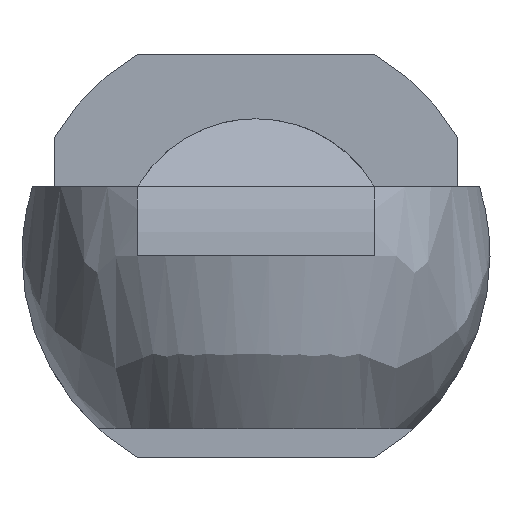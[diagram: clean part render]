
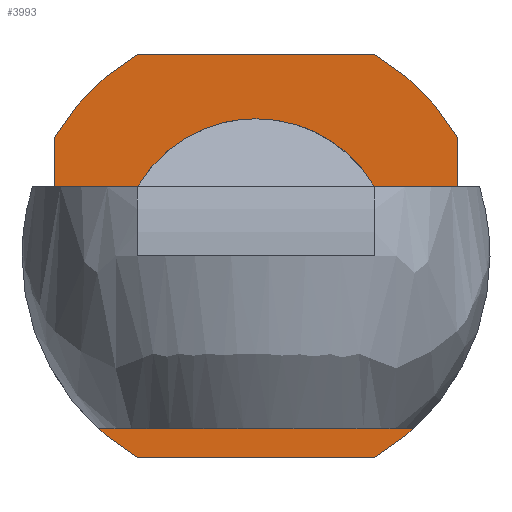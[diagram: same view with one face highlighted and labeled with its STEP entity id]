
A CAD part, left-side view. The second image highlights one B-rep face of the part: STEP entity #3993.
In plain terms, the highlighted planar face has unit normal (-1, 0, 0).
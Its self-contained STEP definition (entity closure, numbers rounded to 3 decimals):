
#39 = VERTEX_POINT ( 'NONE', #306 ) ;
#62 = VERTEX_POINT ( 'NONE', #2225 ) ;
#99 = DIRECTION ( 'NONE',  ( 0., 0., -1. ) ) ;
#103 = CARTESIAN_POINT ( 'NONE',  ( -106.999, 1.735, 7.499 ) ) ;
#117 = ORIENTED_EDGE ( 'NONE', *, *, #1548, .T. ) ;
#120 = CARTESIAN_POINT ( 'NONE',  ( -106.999, 9.093, -13.506 ) ) ;
#163 = DIRECTION ( 'NONE',  ( 0., 0., -1. ) ) ;
#190 = VERTEX_POINT ( 'NONE', #2914 ) ;
#227 = DIRECTION ( 'NONE',  ( 0., 0., 1. ) ) ;
#299 = DIRECTION ( 'NONE',  ( 1., 0., 0. ) ) ;
#304 = DIRECTION ( 'NONE',  ( 0., 0., -1. ) ) ;
#306 = CARTESIAN_POINT ( 'NONE',  ( -106.999, 14.235, -8.364 ) ) ;
#367 = CIRCLE ( 'NONE', #1404, 14.505 ) ;
#530 = EDGE_CURVE ( 'NONE', #190, #3223, #1831, .T. ) ;
#536 = EDGE_CURVE ( 'NONE', #2430, #1361, #2819, .T. ) ;
#734 = CARTESIAN_POINT ( 'NONE',  ( -106.999, 14.235, 6.353 ) ) ;
#793 = DIRECTION ( 'NONE',  ( 0., 0., 1. ) ) ;
#804 = FACE_BOUND ( 'NONE', #2674, .T. ) ;
#1204 = CARTESIAN_POINT ( 'NONE',  ( -106.999, 14.235, 6.353 ) ) ;
#1299 = PLANE ( 'NONE',  #1559 ) ;
#1361 = VERTEX_POINT ( 'NONE', #3398 ) ;
#1404 = AXIS2_PLACEMENT_3D ( 'NONE', #1489, #3688, #163 ) ;
#1489 = CARTESIAN_POINT ( 'NONE',  ( -106.999, 1.735, -1.006 ) ) ;
#1523 = AXIS2_PLACEMENT_3D ( 'NONE', #3063, #3416, #1791 ) ;
#1548 = EDGE_CURVE ( 'NONE', #1867, #39, #4013, .T. ) ;
#1559 = AXIS2_PLACEMENT_3D ( 'NONE', #3870, #3536, #4117 ) ;
#1664 = AXIS2_PLACEMENT_3D ( 'NONE', #3731, #3079, #227 ) ;
#1791 = DIRECTION ( 'NONE',  ( 0., 0., -1. ) ) ;
#1831 = CIRCLE ( 'NONE', #1523, 14.505 ) ;
#1867 = VERTEX_POINT ( 'NONE', #1204 ) ;
#1902 = DIRECTION ( 'NONE',  ( -1., 0., 0. ) ) ;
#2010 = EDGE_CURVE ( 'NONE', #1361, #2430, #3207, .T. ) ;
#2118 = EDGE_CURVE ( 'NONE', #39, #3642, #3759, .T. ) ;
#2150 = AXIS2_PLACEMENT_3D ( 'NONE', #3799, #1902, #304 ) ;
#2225 = CARTESIAN_POINT ( 'NONE',  ( -106.999, -5.623, -13.506 ) ) ;
#2249 = ORIENTED_EDGE ( 'NONE', *, *, #536, .T. ) ;
#2302 = CARTESIAN_POINT ( 'NONE',  ( -106.999, -10.765, -8.364 ) ) ;
#2430 = VERTEX_POINT ( 'NONE', #103 ) ;
#2485 = ORIENTED_EDGE ( 'NONE', *, *, #4030, .T. ) ;
#2506 = CARTESIAN_POINT ( 'NONE',  ( -106.999, -5.623, 11.494 ) ) ;
#2515 = DIRECTION ( 'NONE',  ( 0., 0., 1. ) ) ;
#2546 = LINE ( 'NONE', #2302, #2601 ) ;
#2601 = VECTOR ( 'NONE', #793, 1000. ) ;
#2674 = EDGE_LOOP ( 'NONE', ( #3246, #2249 ) ) ;
#2692 = ORIENTED_EDGE ( 'NONE', *, *, #2959, .T. ) ;
#2726 = EDGE_CURVE ( 'NONE', #3223, #2943, #2811, .T. ) ;
#2730 = AXIS2_PLACEMENT_3D ( 'NONE', #3160, #299, #2515 ) ;
#2745 = EDGE_CURVE ( 'NONE', #2943, #1867, #3005, .T. ) ;
#2794 = EDGE_LOOP ( 'NONE', ( #3124, #2485, #3894, #3094, #3669, #117, #3449, #2692 ) ) ;
#2804 = LINE ( 'NONE', #120, #3462 ) ;
#2811 = LINE ( 'NONE', #2506, #2906 ) ;
#2819 = CIRCLE ( 'NONE', #1664, 8.505 ) ;
#2906 = VECTOR ( 'NONE', #3814, 1000. ) ;
#2909 = VECTOR ( 'NONE', #99, 1000. ) ;
#2914 = CARTESIAN_POINT ( 'NONE',  ( -106.999, -10.765, 6.353 ) ) ;
#2934 = DIRECTION ( 'NONE',  ( 0., 0., -1. ) ) ;
#2943 = VERTEX_POINT ( 'NONE', #4017 ) ;
#2959 = EDGE_CURVE ( 'NONE', #3642, #62, #2804, .T. ) ;
#3005 = CIRCLE ( 'NONE', #2150, 14.505 ) ;
#3063 = CARTESIAN_POINT ( 'NONE',  ( -106.999, 1.735, -1.006 ) ) ;
#3079 = DIRECTION ( 'NONE',  ( 1., 0., 0. ) ) ;
#3081 = DIRECTION ( 'NONE',  ( 0., -1., 0. ) ) ;
#3094 = ORIENTED_EDGE ( 'NONE', *, *, #2726, .T. ) ;
#3124 = ORIENTED_EDGE ( 'NONE', *, *, #3635, .T. ) ;
#3149 = FACE_OUTER_BOUND ( 'NONE', #2794, .T. ) ;
#3160 = CARTESIAN_POINT ( 'NONE',  ( -106.999, 1.735, -1.006 ) ) ;
#3207 = CIRCLE ( 'NONE', #2730, 8.505 ) ;
#3223 = VERTEX_POINT ( 'NONE', #3397 ) ;
#3246 = ORIENTED_EDGE ( 'NONE', *, *, #2010, .T. ) ;
#3397 = CARTESIAN_POINT ( 'NONE',  ( -106.999, -5.623, 11.494 ) ) ;
#3398 = CARTESIAN_POINT ( 'NONE',  ( -106.999, 1.735, -9.511 ) ) ;
#3416 = DIRECTION ( 'NONE',  ( -1., 0., 0. ) ) ;
#3449 = ORIENTED_EDGE ( 'NONE', *, *, #2118, .T. ) ;
#3462 = VECTOR ( 'NONE', #3081, 1000. ) ;
#3536 = DIRECTION ( 'NONE',  ( -1., 0., 0. ) ) ;
#3595 = DIRECTION ( 'NONE',  ( -1., 0., 0. ) ) ;
#3635 = EDGE_CURVE ( 'NONE', #62, #3677, #367, .T. ) ;
#3642 = VERTEX_POINT ( 'NONE', #3711 ) ;
#3664 = AXIS2_PLACEMENT_3D ( 'NONE', #3905, #3595, #2934 ) ;
#3669 = ORIENTED_EDGE ( 'NONE', *, *, #2745, .T. ) ;
#3677 = VERTEX_POINT ( 'NONE', #4050 ) ;
#3688 = DIRECTION ( 'NONE',  ( -1., 0., 0. ) ) ;
#3711 = CARTESIAN_POINT ( 'NONE',  ( -106.999, 9.093, -13.506 ) ) ;
#3731 = CARTESIAN_POINT ( 'NONE',  ( -106.999, 1.735, -1.006 ) ) ;
#3759 = CIRCLE ( 'NONE', #3664, 14.505 ) ;
#3799 = CARTESIAN_POINT ( 'NONE',  ( -106.999, 1.735, -1.006 ) ) ;
#3814 = DIRECTION ( 'NONE',  ( 0., 1., 0. ) ) ;
#3870 = CARTESIAN_POINT ( 'NONE',  ( -106.999, 1.735, -1.006 ) ) ;
#3894 = ORIENTED_EDGE ( 'NONE', *, *, #530, .T. ) ;
#3905 = CARTESIAN_POINT ( 'NONE',  ( -106.999, 1.735, -1.006 ) ) ;
#3993 = ADVANCED_FACE ( 'NONE', ( #804, #3149 ), #1299, .T. ) ;
#4013 = LINE ( 'NONE', #734, #2909 ) ;
#4017 = CARTESIAN_POINT ( 'NONE',  ( -106.999, 9.093, 11.494 ) ) ;
#4030 = EDGE_CURVE ( 'NONE', #3677, #190, #2546, .T. ) ;
#4050 = CARTESIAN_POINT ( 'NONE',  ( -106.999, -10.765, -8.364 ) ) ;
#4117 = DIRECTION ( 'NONE',  ( 0., 0., -1. ) ) ;
